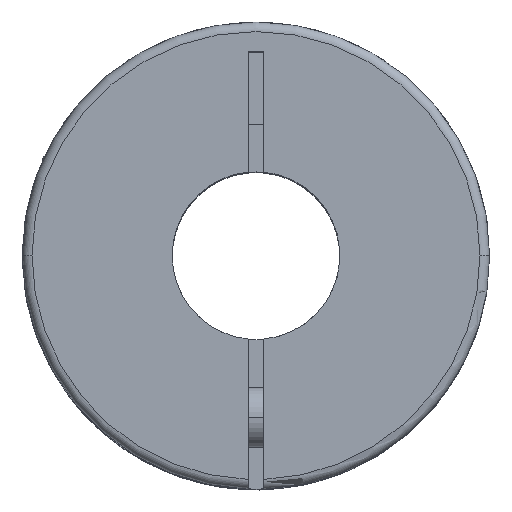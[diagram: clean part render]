
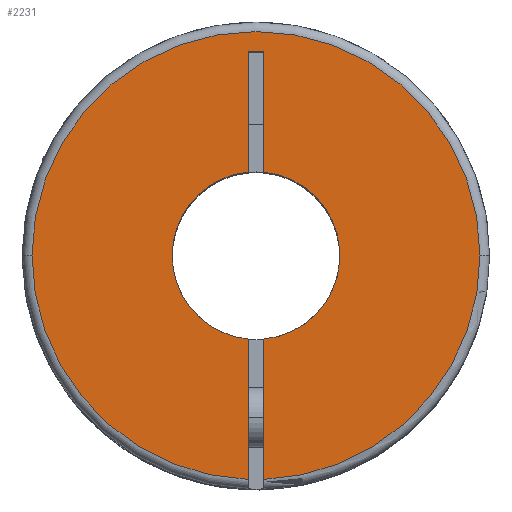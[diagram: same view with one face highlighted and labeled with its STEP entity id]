
A CAD part, top view. The second image highlights one B-rep face of the part: STEP entity #2231.
In plain terms, the highlighted planar face has unit normal (0, 0, 1).
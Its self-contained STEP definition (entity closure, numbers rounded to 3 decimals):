
#2 = CARTESIAN_POINT ( 'NONE',  ( -0.65, 17., 0. ) ) ;
#56 = LINE ( 'NONE', #3278, #1733 ) ;
#169 = DIRECTION ( 'NONE',  ( 0., -1., 0. ) ) ;
#265 = CARTESIAN_POINT ( 'NONE',  ( 0., 0., 0. ) ) ;
#309 = DIRECTION ( 'NONE',  ( 0., 0., -1. ) ) ;
#325 = VECTOR ( 'NONE', #2297, 1000. ) ;
#344 = CARTESIAN_POINT ( 'NONE',  ( 0.65, -6.97, 0. ) ) ;
#350 = ORIENTED_EDGE ( 'NONE', *, *, #3393, .F. ) ;
#373 = DIRECTION ( 'NONE',  ( -1., 0., 0. ) ) ;
#434 = CIRCLE ( 'NONE', #3663, 7. ) ;
#445 = ORIENTED_EDGE ( 'NONE', *, *, #3333, .F. ) ;
#467 = ORIENTED_EDGE ( 'NONE', *, *, #2430, .F. ) ;
#481 = CIRCLE ( 'NONE', #3638, 7. ) ;
#517 = DIRECTION ( 'NONE',  ( -1., 0., 0. ) ) ;
#616 = DIRECTION ( 'NONE',  ( -1., 0., 0. ) ) ;
#620 = CARTESIAN_POINT ( 'NONE',  ( 0.65, 17., 0. ) ) ;
#658 = EDGE_CURVE ( 'NONE', #3759, #2953, #56, .T. ) ;
#661 = EDGE_CURVE ( 'NONE', #3307, #2246, #1285, .T. ) ;
#701 = VECTOR ( 'NONE', #517, 1000. ) ;
#723 = CARTESIAN_POINT ( 'NONE',  ( 0.65, 6.97, 0. ) ) ;
#805 = ORIENTED_EDGE ( 'NONE', *, *, #658, .F. ) ;
#809 = CIRCLE ( 'NONE', #3520, 18.7 ) ;
#829 = DIRECTION ( 'NONE',  ( 0., 0., -1. ) ) ;
#1010 = CARTESIAN_POINT ( 'NONE',  ( 0.65, -18.689, 0. ) ) ;
#1047 = EDGE_CURVE ( 'NONE', #3360, #2848, #1747, .T. ) ;
#1135 = VERTEX_POINT ( 'NONE', #344 ) ;
#1136 = DIRECTION ( 'NONE',  ( 0., 0., -1. ) ) ;
#1143 = EDGE_CURVE ( 'NONE', #1362, #4119, #2754, .T. ) ;
#1147 = CARTESIAN_POINT ( 'NONE',  ( -0.65, -18.689, 0. ) ) ;
#1184 = DIRECTION ( 'NONE',  ( 0., 0., -1. ) ) ;
#1186 = ORIENTED_EDGE ( 'NONE', *, *, #1341, .F. ) ;
#1241 = CARTESIAN_POINT ( 'NONE',  ( -0.65, 17., 0. ) ) ;
#1285 = CIRCLE ( 'NONE', #3866, 18.7 ) ;
#1317 = DIRECTION ( 'NONE',  ( -1., 0., 0. ) ) ;
#1324 = DIRECTION ( 'NONE',  ( 0., 0., -1. ) ) ;
#1341 = EDGE_CURVE ( 'NONE', #2953, #3360, #3120, .T. ) ;
#1356 = VECTOR ( 'NONE', #2575, 1000. ) ;
#1362 = VERTEX_POINT ( 'NONE', #1565 ) ;
#1374 = CARTESIAN_POINT ( 'NONE',  ( -7., 0., 0. ) ) ;
#1379 = EDGE_CURVE ( 'NONE', #3759, #1135, #481, .T. ) ;
#1389 = CARTESIAN_POINT ( 'NONE',  ( 0., 0., 0. ) ) ;
#1396 = DIRECTION ( 'NONE',  ( 0., -1., 0. ) ) ;
#1424 = DIRECTION ( 'NONE',  ( -1., 0., 0. ) ) ;
#1489 = CARTESIAN_POINT ( 'NONE',  ( 0., 0., 0. ) ) ;
#1565 = CARTESIAN_POINT ( 'NONE',  ( -0.65, -6.97, 0. ) ) ;
#1636 = EDGE_CURVE ( 'NONE', #2536, #1135, #4294, .T. ) ;
#1657 = ORIENTED_EDGE ( 'NONE', *, *, #1379, .T. ) ;
#1691 = DIRECTION ( 'NONE',  ( 0., 0., -1. ) ) ;
#1714 = VECTOR ( 'NONE', #1396, 1000. ) ;
#1716 = CARTESIAN_POINT ( 'NONE',  ( 0.65, 17., 0. ) ) ;
#1733 = VECTOR ( 'NONE', #1846, 1000. ) ;
#1747 = LINE ( 'NONE', #2, #1714 ) ;
#1846 = DIRECTION ( 'NONE',  ( 0., 1., 0. ) ) ;
#1876 = FACE_OUTER_BOUND ( 'NONE', #4029, .T. ) ;
#1892 = AXIS2_PLACEMENT_3D ( 'NONE', #3601, #1136, #169 ) ;
#1996 = VERTEX_POINT ( 'NONE', #2864 ) ;
#2063 = ORIENTED_EDGE ( 'NONE', *, *, #1047, .F. ) ;
#2231 = ADVANCED_FACE ( 'NONE', ( #1876 ), #2961, .F. ) ;
#2246 = VERTEX_POINT ( 'NONE', #3625 ) ;
#2297 = DIRECTION ( 'NONE',  ( 0., -1., 0. ) ) ;
#2404 = ORIENTED_EDGE ( 'NONE', *, *, #1636, .F. ) ;
#2430 = EDGE_CURVE ( 'NONE', #1362, #3307, #4456, .T. ) ;
#2536 = VERTEX_POINT ( 'NONE', #1010 ) ;
#2564 = CIRCLE ( 'NONE', #3664, 18.7 ) ;
#2575 = DIRECTION ( 'NONE',  ( 0., 1., 0. ) ) ;
#2614 = ORIENTED_EDGE ( 'NONE', *, *, #661, .F. ) ;
#2754 = CIRCLE ( 'NONE', #3564, 7. ) ;
#2760 = DIRECTION ( 'NONE',  ( -1., 0., 0. ) ) ;
#2848 = VERTEX_POINT ( 'NONE', #3031 ) ;
#2864 = CARTESIAN_POINT ( 'NONE',  ( 18.7, 0., 0. ) ) ;
#2953 = VERTEX_POINT ( 'NONE', #620 ) ;
#2961 = PLANE ( 'NONE',  #1892 ) ;
#3031 = CARTESIAN_POINT ( 'NONE',  ( -0.65, 6.97, 0. ) ) ;
#3120 = LINE ( 'NONE', #1716, #701 ) ;
#3278 = CARTESIAN_POINT ( 'NONE',  ( 0.65, -19.5, 0. ) ) ;
#3287 = CARTESIAN_POINT ( 'NONE',  ( 0.65, -19.5, 0. ) ) ;
#3307 = VERTEX_POINT ( 'NONE', #1147 ) ;
#3333 = EDGE_CURVE ( 'NONE', #1996, #2536, #2564, .T. ) ;
#3360 = VERTEX_POINT ( 'NONE', #4055 ) ;
#3393 = EDGE_CURVE ( 'NONE', #2246, #1996, #809, .T. ) ;
#3469 = CARTESIAN_POINT ( 'NONE',  ( 0., 0., 0. ) ) ;
#3489 = CARTESIAN_POINT ( 'NONE',  ( 0., 0., 0. ) ) ;
#3520 = AXIS2_PLACEMENT_3D ( 'NONE', #1389, #309, #1317 ) ;
#3564 = AXIS2_PLACEMENT_3D ( 'NONE', #3489, #1324, #373 ) ;
#3601 = CARTESIAN_POINT ( 'NONE',  ( 0., 0., 0. ) ) ;
#3625 = CARTESIAN_POINT ( 'NONE',  ( -18.7, 0., 0. ) ) ;
#3638 = AXIS2_PLACEMENT_3D ( 'NONE', #265, #1691, #616 ) ;
#3663 = AXIS2_PLACEMENT_3D ( 'NONE', #3469, #4504, #2760 ) ;
#3664 = AXIS2_PLACEMENT_3D ( 'NONE', #1489, #829, #4276 ) ;
#3759 = VERTEX_POINT ( 'NONE', #723 ) ;
#3866 = AXIS2_PLACEMENT_3D ( 'NONE', #4309, #1184, #1424 ) ;
#3932 = ORIENTED_EDGE ( 'NONE', *, *, #4259, .T. ) ;
#4029 = EDGE_LOOP ( 'NONE', ( #2614, #467, #4187, #3932, #2063, #1186, #805, #1657, #2404, #445, #350 ) ) ;
#4055 = CARTESIAN_POINT ( 'NONE',  ( -0.65, 17., 0. ) ) ;
#4119 = VERTEX_POINT ( 'NONE', #1374 ) ;
#4187 = ORIENTED_EDGE ( 'NONE', *, *, #1143, .T. ) ;
#4259 = EDGE_CURVE ( 'NONE', #4119, #2848, #434, .T. ) ;
#4276 = DIRECTION ( 'NONE',  ( -1., 0., 0. ) ) ;
#4294 = LINE ( 'NONE', #3287, #1356 ) ;
#4309 = CARTESIAN_POINT ( 'NONE',  ( 0., 0., 0. ) ) ;
#4456 = LINE ( 'NONE', #1241, #325 ) ;
#4504 = DIRECTION ( 'NONE',  ( 0., 0., -1. ) ) ;
